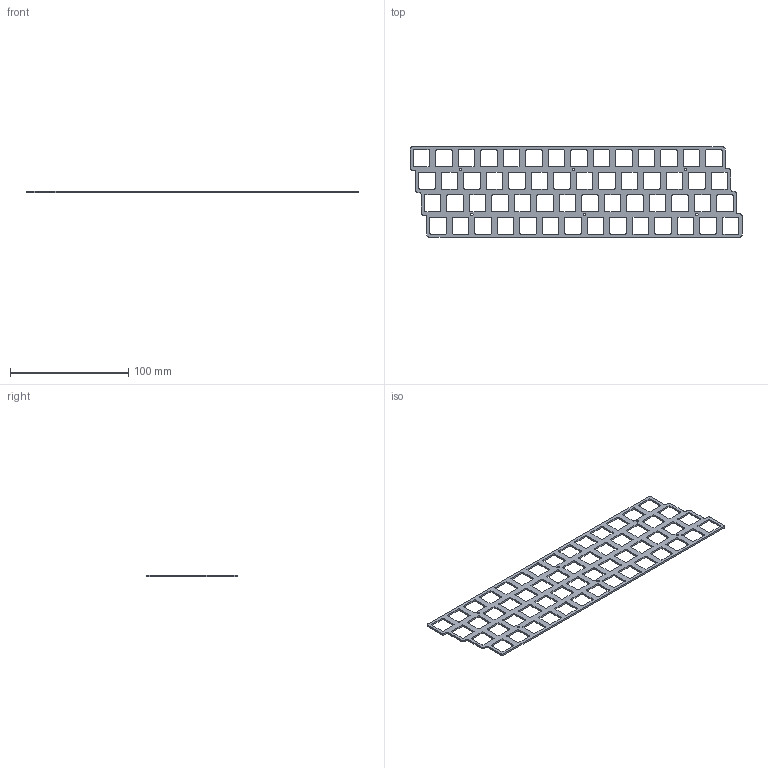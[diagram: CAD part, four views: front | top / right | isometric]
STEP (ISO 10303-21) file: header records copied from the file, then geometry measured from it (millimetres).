
FILE_DESCRIPTION(/* description */ (''),/* implementation_level */ '2;1');
FILE_NAME(/* name */ 'XLantPlate.step',/* time_stamp */ '2020-05-08T09:43:30-04:00',/* author */ (''),/* organization */ (''),/* preprocessor_version */ 'ST-DEVELOPER v18.1',/* originating_system */ 'Autodesk Translation Framework v9.2.0.1227',/* authorisation */ '');
FILE_SCHEMA (('AUTOMOTIVE_DESIGN { 1 0 10303 214 3 1 1 }'));
Length unit declared in the file: millimetre
Products named in the file (1): Plate
Bounding box: 281.19 x 76.4 x 1.5 mm (x, y, z)
Volume: 14134.1 mm3; surface area: 24588.4 mm2
Topology: 1 solids, 1 shells, 488 faces, 1458 edges, 972 vertices
Faces by surface type: cylinder 246, plane 242
Full cylindrical faces by diameter (mm): 2 x6
Entity records: 16842 total; most frequent: DIRECTION 2928, CARTESIAN_POINT 2919, ORIENTED_EDGE 2916, EDGE_CURVE 1458, AXIS2_PLACEMENT_3D 981, VERTEX_POINT 972, LINE 966, VECTOR 966
